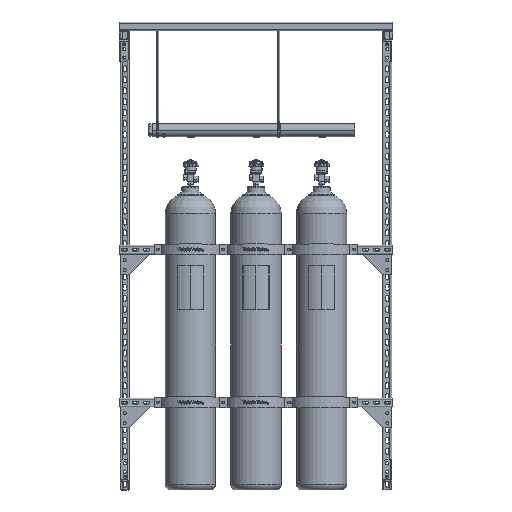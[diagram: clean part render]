
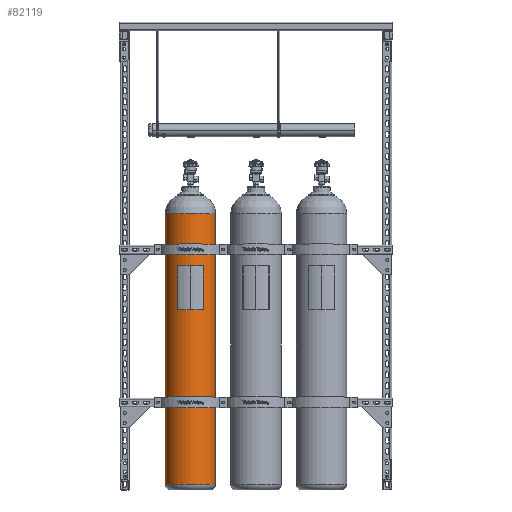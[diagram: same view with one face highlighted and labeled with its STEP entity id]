
A CAD part, top view. The second image highlights one B-rep face of the part: STEP entity #82119.
In plain terms, the highlighted cylindrical face has radius 116.635 mm (diameter 233.269 mm), a partial arc.
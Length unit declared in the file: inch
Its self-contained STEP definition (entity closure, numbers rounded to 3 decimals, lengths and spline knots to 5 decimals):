
#1001 = DIRECTION ( 'NONE',  ( -1., 0., 0. ) ) ;
#4499 = AXIS2_PLACEMENT_3D ( 'NONE', #18908, #59008, #46225 ) ;
#5861 = EDGE_CURVE ( 'NONE', #60680, #38012, #40180, .T. ) ;
#6653 = DIRECTION ( 'NONE',  ( 0., 1., 0. ) ) ;
#7362 = DIRECTION ( 'NONE',  ( 0., 1., 0. ) ) ;
#7369 = VERTEX_POINT ( 'NONE', #67854 ) ;
#8395 = EDGE_LOOP ( 'NONE', ( #65985, #68982, #27412, #72886 ) ) ;
#10123 = EDGE_CURVE ( 'NONE', #27203, #7369, #67038, .T. ) ;
#11233 = DIRECTION ( 'NONE',  ( -1., 0., 0. ) ) ;
#12605 = CARTESIAN_POINT ( 'NONE',  ( -4.59191, 0., 0. ) ) ;
#16577 = CARTESIAN_POINT ( 'NONE',  ( 4.59191, 0., 0. ) ) ;
#18908 = CARTESIAN_POINT ( 'NONE',  ( 0., -54.5, 0. ) ) ;
#21401 = AXIS2_PLACEMENT_3D ( 'NONE', #75413, #33509, #11233 ) ;
#24925 = CYLINDRICAL_SURFACE ( 'NONE', #21401, 4.59191 ) ;
#25219 = CARTESIAN_POINT ( 'NONE',  ( -4.59191, -4.92411, 0. ) ) ;
#27203 = VERTEX_POINT ( 'NONE', #83322 ) ;
#27412 = ORIENTED_EDGE ( 'NONE', *, *, #5861, .F. ) ;
#29804 = DIRECTION ( 'NONE',  ( 0., 1., 0. ) ) ;
#33100 = LINE ( 'NONE', #12605, #84059 ) ;
#33509 = DIRECTION ( 'NONE',  ( 0., 1., 0. ) ) ;
#34194 = CARTESIAN_POINT ( 'NONE',  ( 4.59191, -4.92411, 0. ) ) ;
#38012 = VERTEX_POINT ( 'NONE', #34194 ) ;
#40180 = CIRCLE ( 'NONE', #61986, 4.59191 ) ;
#43003 = EDGE_CURVE ( 'NONE', #7369, #38012, #51190, .T. ) ;
#46225 = DIRECTION ( 'NONE',  ( -1., 0., 0. ) ) ;
#51190 = LINE ( 'NONE', #16577, #54980 ) ;
#54980 = VECTOR ( 'NONE', #29804, 39.37008 ) ;
#59008 = DIRECTION ( 'NONE',  ( 0., 1., 0. ) ) ;
#60680 = VERTEX_POINT ( 'NONE', #25219 ) ;
#61986 = AXIS2_PLACEMENT_3D ( 'NONE', #63867, #7362, #1001 ) ;
#63867 = CARTESIAN_POINT ( 'NONE',  ( 0., -4.92411, 0. ) ) ;
#65985 = ORIENTED_EDGE ( 'NONE', *, *, #10123, .T. ) ;
#67038 = CIRCLE ( 'NONE', #4499, 4.59191 ) ;
#67854 = CARTESIAN_POINT ( 'NONE',  ( 4.59191, -54.5, 0. ) ) ;
#68725 = EDGE_CURVE ( 'NONE', #27203, #60680, #33100, .T. ) ;
#68982 = ORIENTED_EDGE ( 'NONE', *, *, #43003, .T. ) ;
#72886 = ORIENTED_EDGE ( 'NONE', *, *, #68725, .F. ) ;
#75413 = CARTESIAN_POINT ( 'NONE',  ( 0., 0., 0. ) ) ;
#82119 = ADVANCED_FACE ( 'NONE', ( #87791 ), #24925, .T. ) ;
#83322 = CARTESIAN_POINT ( 'NONE',  ( -4.59191, -54.5, 0. ) ) ;
#84059 = VECTOR ( 'NONE', #6653, 39.37008 ) ;
#87791 = FACE_OUTER_BOUND ( 'NONE', #8395, .T. ) ;
